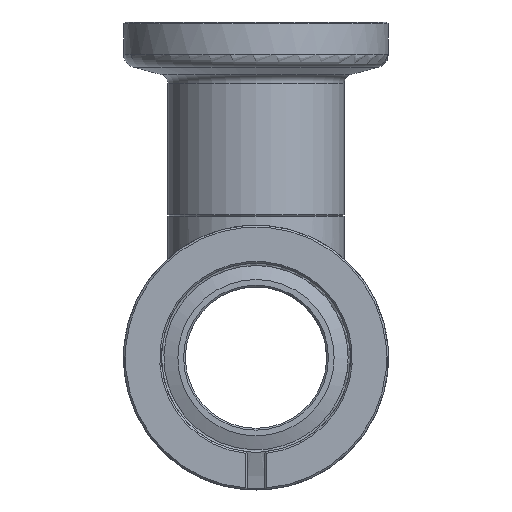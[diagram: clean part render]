
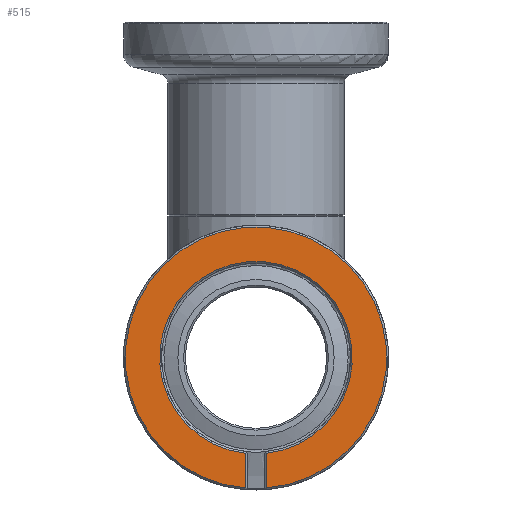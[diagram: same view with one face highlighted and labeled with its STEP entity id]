
A CAD part, left-side view. The second image highlights one B-rep face of the part: STEP entity #515.
In plain terms, the highlighted planar face has unit normal (-1, 0, 0).
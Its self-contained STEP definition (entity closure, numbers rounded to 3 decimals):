
#40=LINE('',#843,#60);
#41=LINE('',#847,#61);
#60=VECTOR('',#686,1000.);
#61=VECTOR('',#689,1000.);
#103=PLANE('',#590);
#144=ORIENTED_EDGE('',*,*,#258,.T.);
#145=ORIENTED_EDGE('',*,*,#259,.T.);
#146=ORIENTED_EDGE('',*,*,#260,.T.);
#147=ORIENTED_EDGE('',*,*,#261,.T.);
#258=EDGE_CURVE('',#320,#321,#360,.F.);
#259=EDGE_CURVE('',#321,#322,#40,.T.);
#260=EDGE_CURVE('',#322,#323,#361,.T.);
#261=EDGE_CURVE('',#323,#320,#41,.T.);
#320=VERTEX_POINT('',#841);
#321=VERTEX_POINT('',#842);
#322=VERTEX_POINT('',#844);
#323=VERTEX_POINT('',#846);
#360=CIRCLE('',#591,10.9);
#361=CIRCLE('',#592,14.8);
#395=EDGE_LOOP('',(#144,#145,#146,#147));
#455=FACE_BOUND('',#395,.T.);
#515=ADVANCED_FACE('',(#455),#103,.T.);
#590=AXIS2_PLACEMENT_3D('',#839,#682,#683);
#591=AXIS2_PLACEMENT_3D('',#840,#684,#685);
#592=AXIS2_PLACEMENT_3D('',#845,#687,#688);
#682=DIRECTION('',(-1.,0.,0.));
#683=DIRECTION('',(0.,0.,1.));
#684=DIRECTION('',(-1.,0.,0.));
#685=DIRECTION('',(0.,0.,1.));
#686=DIRECTION('',(0.,1.,0.));
#687=DIRECTION('',(-1.,0.,0.));
#688=DIRECTION('',(0.,0.,1.));
#689=DIRECTION('',(0.,-1.,0.));
#839=CARTESIAN_POINT('',(0.,0.,10.7));
#840=CARTESIAN_POINT('',(0.,0.,0.));
#841=CARTESIAN_POINT('',(0.,10.834,1.2));
#842=CARTESIAN_POINT('',(0.,10.834,-1.2));
#843=CARTESIAN_POINT('',(0.,14.967,-1.2));
#844=CARTESIAN_POINT('',(0.,14.751,-1.2));
#845=CARTESIAN_POINT('',(0.,0.,0.));
#846=CARTESIAN_POINT('',(0.,14.751,1.2));
#847=CARTESIAN_POINT('',(0.,0.,1.2));
